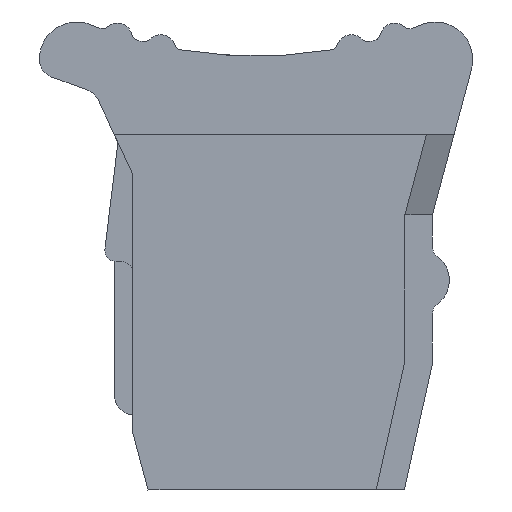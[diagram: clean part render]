
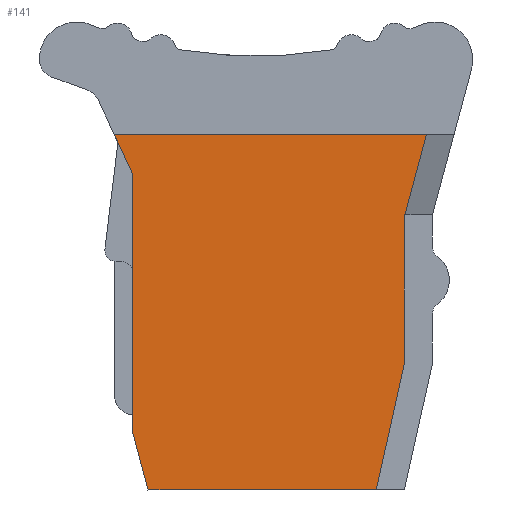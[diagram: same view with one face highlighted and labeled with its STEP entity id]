
A CAD part, left-side view. The second image highlights one B-rep face of the part: STEP entity #141.
In plain terms, the highlighted planar face has unit normal (-1, 0, 0).
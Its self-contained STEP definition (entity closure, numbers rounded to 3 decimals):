
#82=AXIS2_PLACEMENT_3D('Plane Axis2P3D',#79,#80,#81) ;
#42=CARTESIAN_POINT('Vertex',(0.5,8.675,0.)) ;
#45=CARTESIAN_POINT('Line Origine',(0.5,8.876,0.75)) ;
#49=CARTESIAN_POINT('Vertex',(0.5,9.077,1.5)) ;
#79=CARTESIAN_POINT('Axis2P3D Location',(0.5,1.827,9.5)) ;
#84=CARTESIAN_POINT('Line Origine',(0.5,1.532,8.4)) ;
#88=CARTESIAN_POINT('Vertex',(0.5,1.827,7.3)) ;
#90=CARTESIAN_POINT('Vertex',(0.5,1.237,9.5)) ;
#93=CARTESIAN_POINT('Line Origine',(0.5,5.407,9.5)) ;
#97=CARTESIAN_POINT('Vertex',(0.5,9.577,9.5)) ;
#100=CARTESIAN_POINT('Line Origine',(0.5,9.327,8.964)) ;
#104=CARTESIAN_POINT('Vertex',(0.5,9.077,8.428)) ;
#107=CARTESIAN_POINT('Line Origine',(0.5,9.077,4.964)) ;
#112=CARTESIAN_POINT('Line Origine',(0.5,5.626,0.)) ;
#116=CARTESIAN_POINT('Vertex',(0.5,2.577,0.)) ;
#119=CARTESIAN_POINT('Line Origine',(0.5,2.202,1.692)) ;
#123=CARTESIAN_POINT('Vertex',(0.5,1.827,3.383)) ;
#126=CARTESIAN_POINT('Line Origine',(0.5,1.827,5.342)) ;
#46=DIRECTION('Vector Direction',(0.,-0.259,-0.966)) ;
#80=DIRECTION('Axis2P3D Direction',(-1.,0.,-0.)) ;
#81=DIRECTION('Axis2P3D XDirection',(0.,1.,0.)) ;
#85=DIRECTION('Vector Direction',(0.,0.259,-0.966)) ;
#94=DIRECTION('Vector Direction',(0.,-1.,0.)) ;
#101=DIRECTION('Vector Direction',(0.,0.423,0.906)) ;
#108=DIRECTION('Vector Direction',(0.,0.,-1.)) ;
#113=DIRECTION('Vector Direction',(0.,1.,0.)) ;
#120=DIRECTION('Vector Direction',(0.,0.216,-0.976)) ;
#127=DIRECTION('Vector Direction',(0.,0.,-1.)) ;
#47=VECTOR('Line Direction',#46,1.) ;
#86=VECTOR('Line Direction',#85,1.) ;
#95=VECTOR('Line Direction',#94,1.) ;
#102=VECTOR('Line Direction',#101,1.) ;
#109=VECTOR('Line Direction',#108,1.) ;
#114=VECTOR('Line Direction',#113,1.) ;
#121=VECTOR('Line Direction',#120,1.) ;
#128=VECTOR('Line Direction',#127,1.) ;
#132=ORIENTED_EDGE('',*,*,#92,.T.) ;
#133=ORIENTED_EDGE('',*,*,#99,.F.) ;
#134=ORIENTED_EDGE('',*,*,#106,.F.) ;
#135=ORIENTED_EDGE('',*,*,#111,.T.) ;
#136=ORIENTED_EDGE('',*,*,#51,.F.) ;
#137=ORIENTED_EDGE('',*,*,#118,.T.) ;
#138=ORIENTED_EDGE('',*,*,#125,.F.) ;
#139=ORIENTED_EDGE('',*,*,#130,.F.) ;
#141=ADVANCED_FACE('Brep With Voids',(#140),#83,.T.) ;
#51=EDGE_CURVE('',#43,#50,#48,.F.) ;
#92=EDGE_CURVE('',#89,#91,#87,.F.) ;
#99=EDGE_CURVE('',#98,#91,#96,.T.) ;
#106=EDGE_CURVE('',#105,#98,#103,.T.) ;
#111=EDGE_CURVE('',#105,#50,#110,.T.) ;
#118=EDGE_CURVE('',#43,#117,#115,.F.) ;
#125=EDGE_CURVE('',#124,#117,#122,.T.) ;
#130=EDGE_CURVE('',#89,#124,#129,.T.) ;
#131=EDGE_LOOP('',(#132,#133,#134,#135,#136,#137,#138,#139)) ;
#140=FACE_OUTER_BOUND('',#131,.T.) ;
#48=LINE('Line',#45,#47) ;
#87=LINE('Line',#84,#86) ;
#96=LINE('Line',#93,#95) ;
#103=LINE('Line',#100,#102) ;
#110=LINE('Line',#107,#109) ;
#115=LINE('Line',#112,#114) ;
#122=LINE('Line',#119,#121) ;
#129=LINE('Line',#126,#128) ;
#83=PLANE('',#82) ;
#43=VERTEX_POINT('',#42) ;
#50=VERTEX_POINT('',#49) ;
#89=VERTEX_POINT('',#88) ;
#91=VERTEX_POINT('',#90) ;
#98=VERTEX_POINT('',#97) ;
#105=VERTEX_POINT('',#104) ;
#117=VERTEX_POINT('',#116) ;
#124=VERTEX_POINT('',#123) ;
